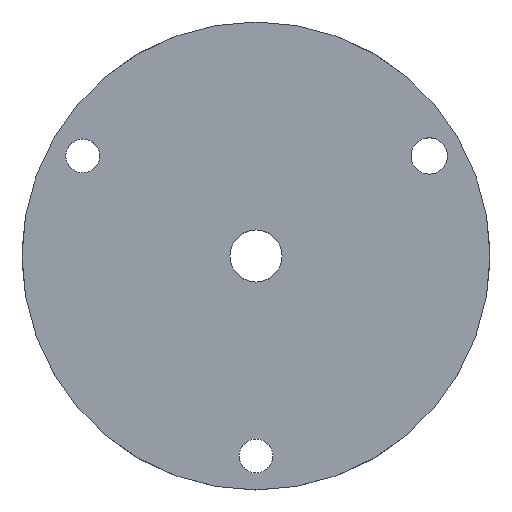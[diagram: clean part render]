
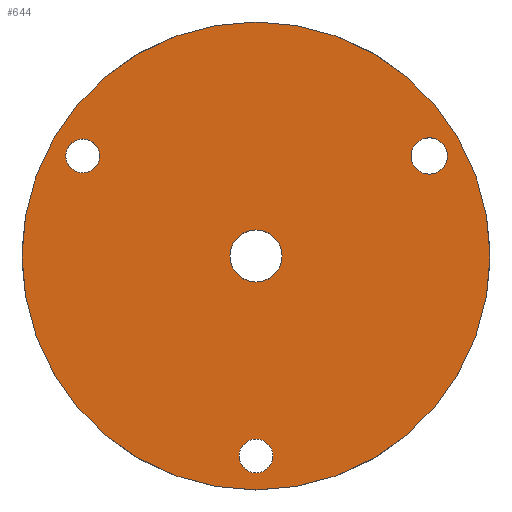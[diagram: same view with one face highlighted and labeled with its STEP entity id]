
A CAD part, top view. The second image highlights one B-rep face of the part: STEP entity #644.
In plain terms, the highlighted planar face has unit normal (0, 0, 1).
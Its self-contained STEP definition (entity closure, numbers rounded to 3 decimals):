
#31=FACE_BOUND('',#126,.T.);
#32=FACE_BOUND('',#127,.T.);
#33=FACE_BOUND('',#128,.T.);
#34=FACE_BOUND('',#129,.T.);
#38=PLANE('',#711);
#59=CIRCLE('',#698,2.15);
#60=CIRCLE('',#704,1.4);
#61=CIRCLE('',#706,1.5);
#62=CIRCLE('',#708,1.4);
#63=CIRCLE('',#710,19.3);
#86=FACE_OUTER_BOUND('',#125,.T.);
#125=EDGE_LOOP('',(#599));
#126=EDGE_LOOP('',(#600));
#127=EDGE_LOOP('',(#601));
#128=EDGE_LOOP('',(#602));
#129=EDGE_LOOP('',(#603));
#283=VERTEX_POINT('',#1704);
#294=VERTEX_POINT('',#1876);
#295=VERTEX_POINT('',#1880);
#296=VERTEX_POINT('',#1884);
#297=VERTEX_POINT('',#1888);
#374=EDGE_CURVE('',#283,#283,#59,.T.);
#391=EDGE_CURVE('',#294,#294,#60,.T.);
#393=EDGE_CURVE('',#295,#295,#61,.T.);
#395=EDGE_CURVE('',#296,#296,#62,.T.);
#397=EDGE_CURVE('',#297,#297,#63,.T.);
#599=ORIENTED_EDGE('',*,*,#397,.T.);
#600=ORIENTED_EDGE('',*,*,#374,.T.);
#601=ORIENTED_EDGE('',*,*,#395,.T.);
#602=ORIENTED_EDGE('',*,*,#393,.T.);
#603=ORIENTED_EDGE('',*,*,#391,.T.);
#644=ADVANCED_FACE('',(#86,#31,#32,#33,#34),#38,.T.);
#698=AXIS2_PLACEMENT_3D('',#1705,#790,#791);
#704=AXIS2_PLACEMENT_3D('',#1877,#808,#809);
#706=AXIS2_PLACEMENT_3D('',#1881,#813,#814);
#708=AXIS2_PLACEMENT_3D('',#1885,#818,#819);
#710=AXIS2_PLACEMENT_3D('',#1889,#823,#824);
#711=AXIS2_PLACEMENT_3D('',#1892,#827,#828);
#790=DIRECTION('center_axis',(0.,0.,
-1.));
#791=DIRECTION('ref_axis',(-1.,0.,0.));
#808=DIRECTION('center_axis',(0.,0.,
-1.));
#809=DIRECTION('ref_axis',(-1.,0.,0.));
#813=DIRECTION('center_axis',(0.,0.,
-1.));
#814=DIRECTION('ref_axis',(-1.,0.,0.));
#818=DIRECTION('center_axis',(0.,0.,
-1.));
#819=DIRECTION('ref_axis',(-1.,0.,0.));
#823=DIRECTION('center_axis',(0.,0.,
1.));
#824=DIRECTION('ref_axis',(1.,0.,0.));
#827=DIRECTION('center_axis',(0.,0.,
1.));
#828=DIRECTION('ref_axis',(1.,0.,0.));
#1704=CARTESIAN_POINT('',(2.15,0.,2.));
#1705=CARTESIAN_POINT('Origin',(0.,0.,
2.));
#1876=CARTESIAN_POINT('',(1.4,-16.5,2.));
#1877=CARTESIAN_POINT('Origin',(0.,-16.5,
2.));
#1880=CARTESIAN_POINT('',(15.789,8.25,2.));
#1881=CARTESIAN_POINT('Origin',(14.289,8.25,2.));
#1884=CARTESIAN_POINT('',(-12.889,8.25,2.));
#1885=CARTESIAN_POINT('Origin',(-14.289,8.25,2.));
#1888=CARTESIAN_POINT('',(-19.3,0.,2.));
#1889=CARTESIAN_POINT('Origin',(0.,0.,
2.));
#1892=CARTESIAN_POINT('Origin',(0.,0.,
2.));
